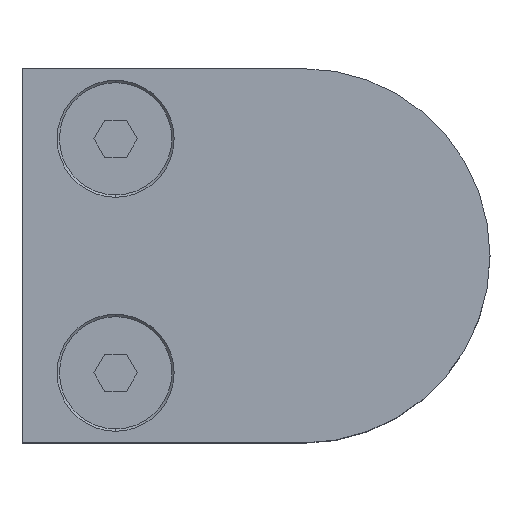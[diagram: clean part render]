
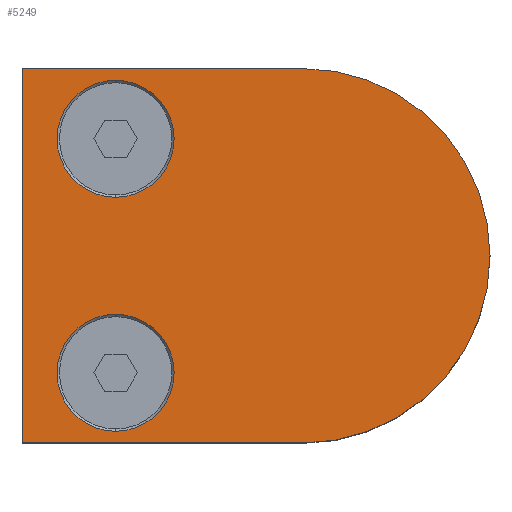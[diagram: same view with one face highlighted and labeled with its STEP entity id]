
A CAD part, top view. The second image highlights one B-rep face of the part: STEP entity #5249.
In plain terms, the highlighted planar face has unit normal (0, 0, 1).
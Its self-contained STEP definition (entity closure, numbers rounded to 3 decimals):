
#336 = DIRECTION ( 'NONE',  ( 0., 0., -1. ) ) ;
#644 = EDGE_CURVE ( 'NONE', #8920, #13302, #14536, .T. ) ;
#1116 = VERTEX_POINT ( 'NONE', #5117 ) ;
#1717 = CARTESIAN_POINT ( 'NONE',  ( 34.15, -12.5, 13.2 ) ) ;
#1809 = AXIS2_PLACEMENT_3D ( 'NONE', #4381, #2817, #9526 ) ;
#2024 = ORIENTED_EDGE ( 'NONE', *, *, #2346, .F. ) ;
#2318 = DIRECTION ( 'NONE',  ( 0., 1., 0. ) ) ;
#2346 = EDGE_CURVE ( 'NONE', #13302, #16648, #8562, .T. ) ;
#2447 = CARTESIAN_POINT ( 'NONE',  ( 24.15, -20., 13.2 ) ) ;
#2636 = PLANE ( 'NONE',  #5207 ) ;
#2663 = EDGE_CURVE ( 'NONE', #9393, #4896, #5681, .T. ) ;
#2817 = DIRECTION ( 'NONE',  ( 0., 0., 1. ) ) ;
#3028 = AXIS2_PLACEMENT_3D ( 'NONE', #5634, #336, #13863 ) ;
#3308 = CIRCLE ( 'NONE', #3028, 20. ) ;
#4181 = CARTESIAN_POINT ( 'NONE',  ( 20.352, 20., 13.2 ) ) ;
#4218 = ORIENTED_EDGE ( 'NONE', *, *, #8231, .T. ) ;
#4272 = DIRECTION ( 'NONE',  ( 0., 0., -1. ) ) ;
#4381 = CARTESIAN_POINT ( 'NONE',  ( 34.15, -12.5, 13.2 ) ) ;
#4518 = CIRCLE ( 'NONE', #14285, 6.25 ) ;
#4630 = ORIENTED_EDGE ( 'NONE', *, *, #11385, .F. ) ;
#4896 = VERTEX_POINT ( 'NONE', #7464 ) ;
#4925 = VECTOR ( 'NONE', #15502, 1000. ) ;
#5117 = CARTESIAN_POINT ( 'NONE',  ( 74.15, 0., 13.2 ) ) ;
#5207 = AXIS2_PLACEMENT_3D ( 'NONE', #4181, #4272, #11893 ) ;
#5248 = CARTESIAN_POINT ( 'NONE',  ( 54.15, 20., 13.2 ) ) ;
#5249 = ADVANCED_FACE ( 'NONE', ( #10739, #5581, #8207 ), #2636, .F. ) ;
#5315 = ORIENTED_EDGE ( 'NONE', *, *, #6422, .F. ) ;
#5581 = FACE_BOUND ( 'NONE', #11618, .T. ) ;
#5634 = CARTESIAN_POINT ( 'NONE',  ( 54.15, 0., 13.2 ) ) ;
#5681 = CIRCLE ( 'NONE', #1809, 6.25 ) ;
#5780 = ORIENTED_EDGE ( 'NONE', *, *, #644, .F. ) ;
#6058 = LINE ( 'NONE', #11389, #4925 ) ;
#6422 = EDGE_CURVE ( 'NONE', #4896, #9393, #4518, .T. ) ;
#6953 = EDGE_CURVE ( 'NONE', #1116, #9958, #11892, .T. ) ;
#6962 = CARTESIAN_POINT ( 'NONE',  ( 34.15, 12.5, 13.2 ) ) ;
#7267 = DIRECTION ( 'NONE',  ( -1., 0., 0. ) ) ;
#7451 = AXIS2_PLACEMENT_3D ( 'NONE', #6962, #16314, #9486 ) ;
#7464 = CARTESIAN_POINT ( 'NONE',  ( 34.15, -6.25, 13.2 ) ) ;
#7658 = EDGE_CURVE ( 'NONE', #8920, #9958, #6058, .T. ) ;
#8092 = VECTOR ( 'NONE', #2318, 1000. ) ;
#8207 = FACE_OUTER_BOUND ( 'NONE', #9546, .T. ) ;
#8231 = EDGE_CURVE ( 'NONE', #15612, #12156, #9673, .T. ) ;
#8428 = DIRECTION ( 'NONE',  ( 0., -1., 0. ) ) ;
#8550 = EDGE_CURVE ( 'NONE', #12156, #15612, #17201, .T. ) ;
#8562 = LINE ( 'NONE', #10276, #12669 ) ;
#8882 = ORIENTED_EDGE ( 'NONE', *, *, #6953, .F. ) ;
#8920 = VERTEX_POINT ( 'NONE', #2447 ) ;
#9128 = ORIENTED_EDGE ( 'NONE', *, *, #2663, .F. ) ;
#9278 = CARTESIAN_POINT ( 'NONE',  ( 34.15, 6.25, 13.2 ) ) ;
#9393 = VERTEX_POINT ( 'NONE', #16456 ) ;
#9486 = DIRECTION ( 'NONE',  ( 0., 1., 0. ) ) ;
#9526 = DIRECTION ( 'NONE',  ( 0., -1., 0. ) ) ;
#9546 = EDGE_LOOP ( 'NONE', ( #2024, #5780, #12776, #8882, #4630 ) ) ;
#9673 = CIRCLE ( 'NONE', #13598, 6.25 ) ;
#9958 = VERTEX_POINT ( 'NONE', #17184 ) ;
#10144 = CARTESIAN_POINT ( 'NONE',  ( 34.15, 18.75, 13.2 ) ) ;
#10276 = CARTESIAN_POINT ( 'NONE',  ( 20.352, 20., 13.2 ) ) ;
#10347 = CARTESIAN_POINT ( 'NONE',  ( 24.15, -20., 13.2 ) ) ;
#10739 = FACE_BOUND ( 'NONE', #14866, .T. ) ;
#10829 = CARTESIAN_POINT ( 'NONE',  ( 24.15, 20., 13.2 ) ) ;
#11198 = CARTESIAN_POINT ( 'NONE',  ( 54.15, 0., 13.2 ) ) ;
#11366 = DIRECTION ( 'NONE',  ( 0., 0., -1. ) ) ;
#11385 = EDGE_CURVE ( 'NONE', #16648, #1116, #3308, .T. ) ;
#11389 = CARTESIAN_POINT ( 'NONE',  ( 20.352, -20., 13.2 ) ) ;
#11444 = DIRECTION ( 'NONE',  ( 0., 1., 0. ) ) ;
#11616 = AXIS2_PLACEMENT_3D ( 'NONE', #11198, #11366, #7267 ) ;
#11618 = EDGE_LOOP ( 'NONE', ( #4218, #16267 ) ) ;
#11892 = CIRCLE ( 'NONE', #11616, 20. ) ;
#11893 = DIRECTION ( 'NONE',  ( -1., 0., 0. ) ) ;
#12156 = VERTEX_POINT ( 'NONE', #9278 ) ;
#12669 = VECTOR ( 'NONE', #15120, 1000. ) ;
#12776 = ORIENTED_EDGE ( 'NONE', *, *, #7658, .T. ) ;
#13302 = VERTEX_POINT ( 'NONE', #10829 ) ;
#13598 = AXIS2_PLACEMENT_3D ( 'NONE', #15207, #14150, #11444 ) ;
#13863 = DIRECTION ( 'NONE',  ( -1., 0., 0. ) ) ;
#14150 = DIRECTION ( 'NONE',  ( 0., 0., -1. ) ) ;
#14285 = AXIS2_PLACEMENT_3D ( 'NONE', #1717, #15072, #8428 ) ;
#14536 = LINE ( 'NONE', #10347, #8092 ) ;
#14866 = EDGE_LOOP ( 'NONE', ( #9128, #5315 ) ) ;
#15072 = DIRECTION ( 'NONE',  ( 0., 0., 1. ) ) ;
#15120 = DIRECTION ( 'NONE',  ( 1., 0., 0. ) ) ;
#15207 = CARTESIAN_POINT ( 'NONE',  ( 34.15, 12.5, 13.2 ) ) ;
#15502 = DIRECTION ( 'NONE',  ( 1., 0., 0. ) ) ;
#15612 = VERTEX_POINT ( 'NONE', #10144 ) ;
#16267 = ORIENTED_EDGE ( 'NONE', *, *, #8550, .T. ) ;
#16314 = DIRECTION ( 'NONE',  ( 0., 0., -1. ) ) ;
#16456 = CARTESIAN_POINT ( 'NONE',  ( 34.15, -18.75, 13.2 ) ) ;
#16648 = VERTEX_POINT ( 'NONE', #5248 ) ;
#17184 = CARTESIAN_POINT ( 'NONE',  ( 54.15, -20., 13.2 ) ) ;
#17201 = CIRCLE ( 'NONE', #7451, 6.25 ) ;
